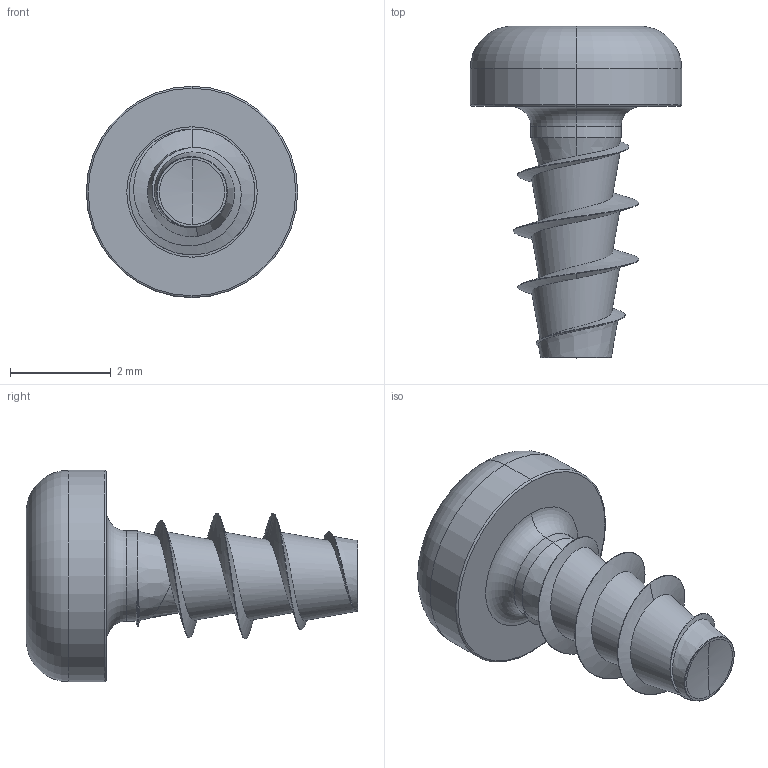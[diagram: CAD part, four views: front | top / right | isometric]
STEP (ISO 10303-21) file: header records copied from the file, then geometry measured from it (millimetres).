
FILE_DESCRIPTION (( 'STEP AP203' ), '1' );
FILE_NAME ('STP39A0250050.STEP', '2017-11-16T16:03:35', ( '' ), ( '' ), 'SwSTEP 2.0', 'SolidWorks 2015', '' );
FILE_SCHEMA (( 'CONFIG_CONTROL_DESIGN' ));
Length unit declared in the file: millimetre
Products named in the file (1): STP39A0250050
Bounding box: 4.2 x 6.6 x 4.2 mm (x, y, z)
Volume: 28 mm3; surface area: 87.8 mm2
Topology: 1 solids, 1 shells, 79 faces, 188 edges, 111 vertices
Faces by surface type: bspline 32, cylinder 24, cone 11, torus 6, sphere 4, plane 2
Entity records: 8009 total; most frequent: CARTESIAN_POINT 6382, ORIENTED_EDGE 372, DIRECTION 251, EDGE_CURVE 186, VERTEX_POINT 111, AXIS2_PLACEMENT_3D 106, B_SPLINE_CURVE_WITH_KNOTS 89, EDGE_LOOP 81
